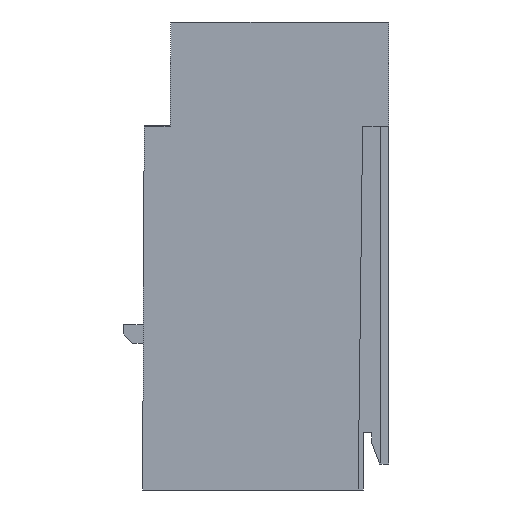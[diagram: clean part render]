
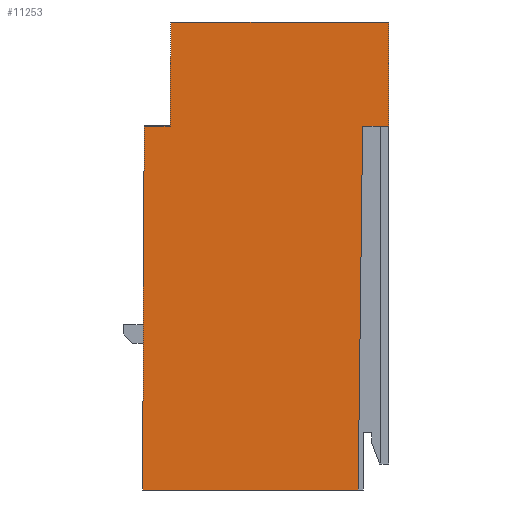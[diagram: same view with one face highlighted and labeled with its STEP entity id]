
A CAD part, left-side view. The second image highlights one B-rep face of the part: STEP entity #11253.
In plain terms, the highlighted planar face has unit normal (-1, 0, 0).
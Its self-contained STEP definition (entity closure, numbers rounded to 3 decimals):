
#3275=DIRECTION('',(0.,0.,1.));
#3276=VECTOR('',#3275,20.);
#3277=CARTESIAN_POINT('',(-45.25,0.,-20.));
#3278=LINE('',#3277,#3276);
#4072=DIRECTION('',(0.,0.012,-1.));
#4073=VECTOR('',#4072,70.005);
#4074=CARTESIAN_POINT('',(-45.25,5.,-20.));
#4075=LINE('',#4074,#4073);
#4079=DIRECTION('',(0.,1.,0.));
#4080=VECTOR('',#4079,41.45);
#4081=CARTESIAN_POINT('',(-45.25,5.855,-90.));
#4082=LINE('',#4081,#4080);
#4086=DIRECTION('',(0.,-0.004,1.));
#4087=VECTOR('',#4086,70.001);
#4088=CARTESIAN_POINT('',(-45.25,47.305,-90.));
#4089=LINE('',#4088,#4087);
#4093=DIRECTION('',(0.,-1.,0.));
#4094=VECTOR('',#4093,5.);
#4095=CARTESIAN_POINT('',(-45.25,47.,-20.));
#4096=LINE('',#4095,#4094);
#4100=DIRECTION('',(0.,-0.004,1.));
#4101=VECTOR('',#4100,20.);
#4102=CARTESIAN_POINT('',(-45.25,42.,-20.));
#4103=LINE('',#4102,#4101);
#4107=DIRECTION('',(0.,1.,0.));
#4108=VECTOR('',#4107,5.);
#4109=CARTESIAN_POINT('',(-45.25,0.,-20.));
#4110=LINE('',#4109,#4108);
#6006=DIRECTION('',(0.,1.,0.));
#6007=VECTOR('',#6006,41.913);
#6008=CARTESIAN_POINT('',(-45.25,0.,0.));
#6009=LINE('',#6008,#6007);
#8844=CARTESIAN_POINT('',(-45.25,47.305,-90.));
#8845=VERTEX_POINT('',#8844);
#8846=CARTESIAN_POINT('',(-45.25,5.855,-90.));
#8847=VERTEX_POINT('',#8846);
#8956=CARTESIAN_POINT('',(-45.25,0.,-20.));
#8957=VERTEX_POINT('',#8956);
#8958=CARTESIAN_POINT('',(-45.25,0.,0.));
#8959=VERTEX_POINT('',#8958);
#9090=CARTESIAN_POINT('',(-45.25,5.,-20.));
#9091=VERTEX_POINT('',#9090);
#9092=CARTESIAN_POINT('',(-45.25,47.,-20.));
#9093=VERTEX_POINT('',#9092);
#9094=CARTESIAN_POINT('',(-45.25,42.,-20.));
#9095=VERTEX_POINT('',#9094);
#9096=CARTESIAN_POINT('',(-45.25,41.913,0.));
#9097=VERTEX_POINT('',#9096);
#11234=CARTESIAN_POINT('',(-45.25,42.,0.));
#11235=DIRECTION('',(1.,0.,0.));
#11236=DIRECTION('',(0.,1.,0.));
#11237=AXIS2_PLACEMENT_3D('',#11234,#11235,#11236);
#11238=PLANE('',#11237);
#11239=ORIENTED_EDGE('',*,*,#11202,.T.);
#11240=ORIENTED_EDGE('',*,*,#10103,.T.);
#11242=ORIENTED_EDGE('',*,*,#11241,.T.);
#11244=ORIENTED_EDGE('',*,*,#11243,.T.);
#11246=ORIENTED_EDGE('',*,*,#11245,.T.);
#11248=ORIENTED_EDGE('',*,*,#11247,.F.);
#11249=ORIENTED_EDGE('',*,*,#10317,.F.);
#11250=ORIENTED_EDGE('',*,*,#11220,.T.);
#11251=EDGE_LOOP('',(#11239,#11240,#11242,#11244,#11246,#11248,#11249,#11250));
#11252=FACE_OUTER_BOUND('',#11251,.F.);
#10103=EDGE_CURVE('',#8847,#8845,#4082,.T.);
#10317=EDGE_CURVE('',#8957,#8959,#3278,.T.);
#11202=EDGE_CURVE('',#9091,#8847,#4075,.T.);
#11220=EDGE_CURVE('',#8957,#9091,#4110,.T.);
#11241=EDGE_CURVE('',#8845,#9093,#4089,.T.);
#11243=EDGE_CURVE('',#9093,#9095,#4096,.T.);
#11245=EDGE_CURVE('',#9095,#9097,#4103,.T.);
#11247=EDGE_CURVE('',#8959,#9097,#6009,.T.);
#11253=ADVANCED_FACE('',(#11252),#11238,.F.);
